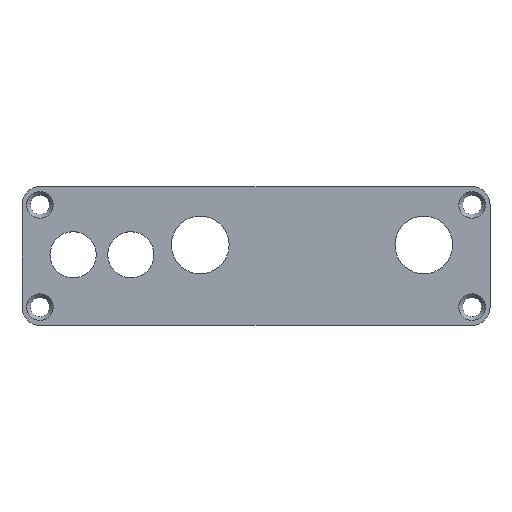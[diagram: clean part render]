
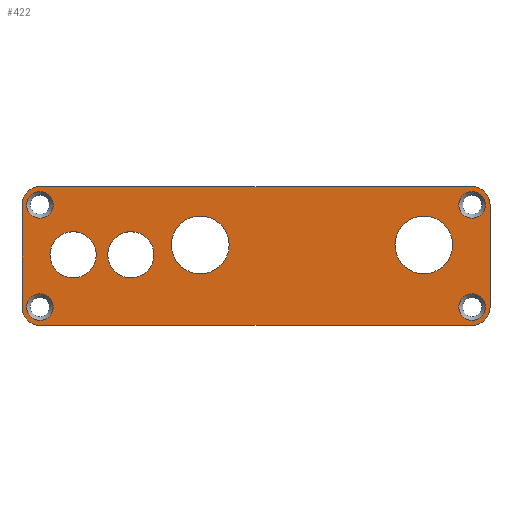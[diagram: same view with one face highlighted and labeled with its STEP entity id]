
A CAD part, top view. The second image highlights one B-rep face of the part: STEP entity #422.
In plain terms, the highlighted planar face has unit normal (0, 0, 1).
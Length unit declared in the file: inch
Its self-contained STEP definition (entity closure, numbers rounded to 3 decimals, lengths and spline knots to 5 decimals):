
#27=FACE_BOUND('',#93,.T.);
#28=FACE_BOUND('',#94,.T.);
#29=FACE_BOUND('',#95,.T.);
#30=FACE_BOUND('',#96,.T.);
#31=FACE_BOUND('',#97,.T.);
#32=FACE_BOUND('',#98,.T.);
#33=FACE_BOUND('',#99,.T.);
#34=FACE_BOUND('',#100,.T.);
#40=PLANE('',#494);
#62=FACE_OUTER_BOUND('',#92,.T.);
#92=EDGE_LOOP('',(#373,#374,#375,#376,#377,#378,#379,#380));
#93=EDGE_LOOP('',(#381));
#94=EDGE_LOOP('',(#382));
#95=EDGE_LOOP('',(#383));
#96=EDGE_LOOP('',(#384));
#97=EDGE_LOOP('',(#385));
#98=EDGE_LOOP('',(#386));
#99=EDGE_LOOP('',(#387));
#100=EDGE_LOOP('',(#388));
#109=LINE('',#664,#137);
#115=LINE('',#693,#143);
#127=LINE('',#736,#155);
#128=LINE('',#738,#156);
#137=VECTOR('',#537,0.3937);
#143=VECTOR('',#565,0.3937);
#155=VECTOR('',#619,0.3937);
#156=VECTOR('',#622,0.3937);
#157=CIRCLE('',#446,0.25);
#159=CIRCLE('',#449,0.2);
#161=CIRCLE('',#452,0.25);
#163=CIRCLE('',#455,0.2);
#165=CIRCLE('',#458,0.15492);
#174=CIRCLE('',#470,0.15492);
#175=CIRCLE('',#473,0.15492);
#176=CIRCLE('',#475,0.15492);
#178=CIRCLE('',#478,0.115);
#180=CIRCLE('',#482,0.115);
#182=CIRCLE('',#486,0.115);
#184=CIRCLE('',#490,0.115);
#185=VERTEX_POINT('',#627);
#187=VERTEX_POINT('',#633);
#189=VERTEX_POINT('',#639);
#191=VERTEX_POINT('',#645);
#193=VERTEX_POINT('',#651);
#194=VERTEX_POINT('',#652);
#198=VERTEX_POINT('',#662);
#208=VERTEX_POINT('',#686);
#209=VERTEX_POINT('',#687);
#210=VERTEX_POINT('',#692);
#211=VERTEX_POINT('',#696);
#212=VERTEX_POINT('',#700);
#214=VERTEX_POINT('',#706);
#216=VERTEX_POINT('',#714);
#218=VERTEX_POINT('',#722);
#220=VERTEX_POINT('',#730);
#221=EDGE_CURVE('',#185,#185,#157,.T.);
#224=EDGE_CURVE('',#187,#187,#159,.T.);
#227=EDGE_CURVE('',#189,#189,#161,.T.);
#230=EDGE_CURVE('',#191,#191,#163,.T.);
#233=EDGE_CURVE('',#193,#194,#165,.T.);
#239=EDGE_CURVE('',#198,#193,#109,.T.);
#250=EDGE_CURVE('',#208,#209,#174,.T.);
#253=EDGE_CURVE('',#209,#210,#115,.T.);
#255=EDGE_CURVE('',#210,#211,#175,.T.);
#257=EDGE_CURVE('',#212,#198,#176,.T.);
#261=EDGE_CURVE('',#214,#214,#178,.T.);
#265=EDGE_CURVE('',#216,#216,#180,.T.);
#269=EDGE_CURVE('',#218,#218,#182,.T.);
#273=EDGE_CURVE('',#220,#220,#184,.T.);
#275=EDGE_CURVE('',#211,#212,#127,.T.);
#276=EDGE_CURVE('',#194,#208,#128,.T.);
#373=ORIENTED_EDGE('',*,*,#233,.F.);
#374=ORIENTED_EDGE('',*,*,#239,.F.);
#375=ORIENTED_EDGE('',*,*,#257,.F.);
#376=ORIENTED_EDGE('',*,*,#275,.F.);
#377=ORIENTED_EDGE('',*,*,#255,.F.);
#378=ORIENTED_EDGE('',*,*,#253,.F.);
#379=ORIENTED_EDGE('',*,*,#250,.F.);
#380=ORIENTED_EDGE('',*,*,#276,.F.);
#381=ORIENTED_EDGE('',*,*,#221,.T.);
#382=ORIENTED_EDGE('',*,*,#224,.T.);
#383=ORIENTED_EDGE('',*,*,#227,.T.);
#384=ORIENTED_EDGE('',*,*,#230,.T.);
#385=ORIENTED_EDGE('',*,*,#261,.T.);
#386=ORIENTED_EDGE('',*,*,#265,.T.);
#387=ORIENTED_EDGE('',*,*,#269,.T.);
#388=ORIENTED_EDGE('',*,*,#273,.T.);
#422=ADVANCED_FACE('',(#62,#27,#28,#29,#30,#31,#32,#33,#34),#40,.T.);
#446=AXIS2_PLACEMENT_3D('',#628,#499,#500);
#449=AXIS2_PLACEMENT_3D('',#634,#506,#507);
#452=AXIS2_PLACEMENT_3D('',#640,#513,#514);
#455=AXIS2_PLACEMENT_3D('',#646,#520,#521);
#458=AXIS2_PLACEMENT_3D('',#653,#527,#528);
#470=AXIS2_PLACEMENT_3D('',#688,#559,#560);
#473=AXIS2_PLACEMENT_3D('',#697,#569,#570);
#475=AXIS2_PLACEMENT_3D('',#701,#574,#575);
#478=AXIS2_PLACEMENT_3D('',#708,#582,#583);
#482=AXIS2_PLACEMENT_3D('',#716,#592,#593);
#486=AXIS2_PLACEMENT_3D('',#724,#602,#603);
#490=AXIS2_PLACEMENT_3D('',#732,#612,#613);
#494=AXIS2_PLACEMENT_3D('',#739,#623,#624);
#499=DIRECTION('center_axis',(0.,0.,-1.));
#500=DIRECTION('ref_axis',(1.,0.,0.));
#506=DIRECTION('center_axis',(0.,0.,-1.));
#507=DIRECTION('ref_axis',(1.,0.,0.));
#513=DIRECTION('center_axis',(0.,0.,-1.));
#514=DIRECTION('ref_axis',(1.,0.,0.));
#520=DIRECTION('center_axis',(0.,0.,-1.));
#521=DIRECTION('ref_axis',(1.,0.,0.));
#527=DIRECTION('center_axis',(0.,0.,-1.));
#528=DIRECTION('ref_axis',(-0.707,-0.707,0.));
#537=DIRECTION('',(-1.,0.,0.));
#559=DIRECTION('center_axis',(0.,0.,-1.));
#560=DIRECTION('ref_axis',(-0.707,0.707,0.));
#565=DIRECTION('',(1.,0.,0.));
#569=DIRECTION('center_axis',(0.,0.,-1.));
#570=DIRECTION('ref_axis',(0.707,0.707,0.));
#574=DIRECTION('center_axis',(0.,0.,-1.));
#575=DIRECTION('ref_axis',(0.707,-0.707,0.));
#582=DIRECTION('center_axis',(0.,0.,-1.));
#583=DIRECTION('ref_axis',(1.,0.,0.));
#592=DIRECTION('center_axis',(0.,0.,-1.));
#593=DIRECTION('ref_axis',(1.,0.,0.));
#602=DIRECTION('center_axis',(0.,0.,-1.));
#603=DIRECTION('ref_axis',(1.,0.,0.));
#612=DIRECTION('center_axis',(0.,0.,-1.));
#613=DIRECTION('ref_axis',(1.,0.,0.));
#619=DIRECTION('',(0.,-1.,0.));
#622=DIRECTION('',(0.,1.,0.));
#623=DIRECTION('center_axis',(0.,0.,1.));
#624=DIRECTION('ref_axis',(1.,0.,0.));
#627=CARTESIAN_POINT('',(-0.7327,0.096,0.05906));
#628=CARTESIAN_POINT('Origin',(-0.4827,0.096,0.05906));
#633=CARTESIAN_POINT('',(-1.2827,0.01,0.05906));
#634=CARTESIAN_POINT('Origin',(-1.0827,0.01,0.05906));
#639=CARTESIAN_POINT('',(1.2023,0.096,0.05906));
#640=CARTESIAN_POINT('Origin',(1.4523,0.096,0.05906));
#645=CARTESIAN_POINT('',(-1.7827,0.01,0.05906));
#646=CARTESIAN_POINT('Origin',(-1.5827,0.01,0.05906));
#651=CARTESIAN_POINT('',(-1.87008,-0.6,0.05906));
#652=CARTESIAN_POINT('',(-2.025,-0.44508,0.05906));
#653=CARTESIAN_POINT('Origin',(-1.87008,-0.44508,0.05906));
#662=CARTESIAN_POINT('',(1.87008,-0.6,0.05906));
#664=CARTESIAN_POINT('',(2.025,-0.6,0.05906));
#686=CARTESIAN_POINT('',(-2.025,0.44508,0.05906));
#687=CARTESIAN_POINT('',(-1.87008,0.6,0.05906));
#688=CARTESIAN_POINT('Origin',(-1.87008,0.44508,0.05906));
#692=CARTESIAN_POINT('',(1.87008,0.6,0.05906));
#693=CARTESIAN_POINT('',(-2.025,0.6,0.05906));
#696=CARTESIAN_POINT('',(2.025,0.44508,0.05906));
#697=CARTESIAN_POINT('Origin',(1.87008,0.44508,0.05906));
#700=CARTESIAN_POINT('',(2.025,-0.44508,0.05906));
#701=CARTESIAN_POINT('Origin',(1.87008,-0.44508,0.05906));
#706=CARTESIAN_POINT('',(1.755,-0.4425,0.05906));
#708=CARTESIAN_POINT('Origin',(1.87,-0.4425,0.05906));
#714=CARTESIAN_POINT('',(-1.985,0.4425,0.05906));
#716=CARTESIAN_POINT('Origin',(-1.87,0.4425,0.05906));
#722=CARTESIAN_POINT('',(-1.985,-0.4425,0.05906));
#724=CARTESIAN_POINT('Origin',(-1.87,-0.4425,0.05906));
#730=CARTESIAN_POINT('',(1.755,0.4425,0.05906));
#732=CARTESIAN_POINT('Origin',(1.87,0.4425,0.05906));
#736=CARTESIAN_POINT('',(2.025,0.6,0.05906));
#738=CARTESIAN_POINT('',(-2.025,-0.6,0.05906));
#739=CARTESIAN_POINT('Origin',(0.,0.,
0.05906));
